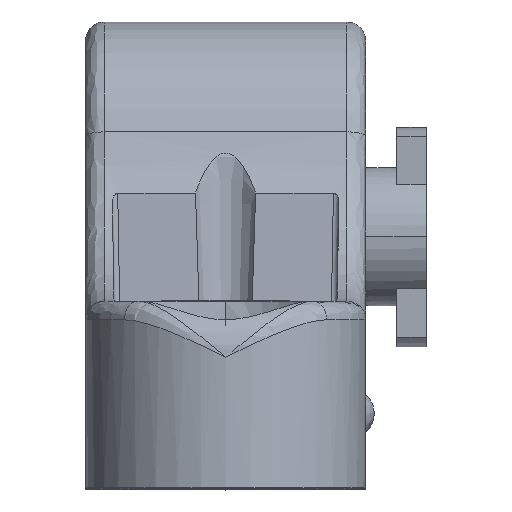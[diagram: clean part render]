
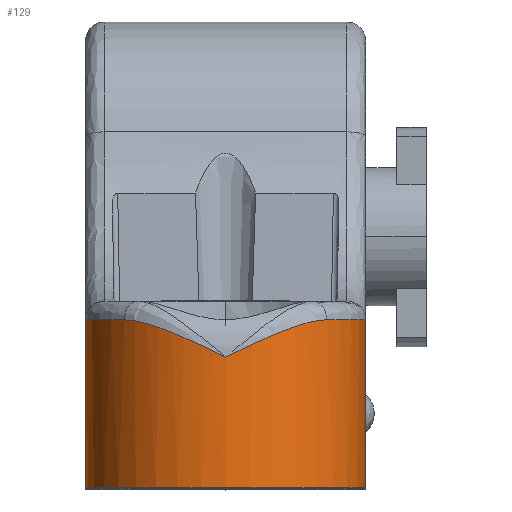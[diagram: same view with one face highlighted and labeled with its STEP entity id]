
A CAD part, top view. The second image highlights one B-rep face of the part: STEP entity #129.
In plain terms, the highlighted cylindrical face has radius 9.525 mm (diameter 19.05 mm), a partial arc.
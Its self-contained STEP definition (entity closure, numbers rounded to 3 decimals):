
#129=ADVANCED_FACE('',(#385),#386,.T.);
#385=FACE_OUTER_BOUND('',#834,.T.);
#386=CYLINDRICAL_SURFACE('',#835,9.525);
#834=EDGE_LOOP('',(#2301,#2302,#2303,#2304,#2305,#2306,#2307));
#835=AXIS2_PLACEMENT_3D('',#2308,#2309,#2310);
#2301=ORIENTED_EDGE('',*,*,#3620,.F.);
#2302=ORIENTED_EDGE('',*,*,#3461,.T.);
#2303=ORIENTED_EDGE('',*,*,#3609,.T.);
#2304=ORIENTED_EDGE('',*,*,#3621,.F.);
#2305=ORIENTED_EDGE('',*,*,#3622,.F.);
#2306=ORIENTED_EDGE('',*,*,#3623,.F.);
#2307=ORIENTED_EDGE('',*,*,#3624,.F.);
#2308=CARTESIAN_POINT('',(0.0,-7.366,33.655));
#2309=DIRECTION('',(0.,1.0,0.0));
#2310=DIRECTION('',(1.0,0.,0.0));
#3461=EDGE_CURVE('',#4066,#4064,#4067,.T.);
#3609=EDGE_CURVE('',#4064,#4318,#4320,.T.);
#3620=EDGE_CURVE('',#4066,#4339,#4340,.T.);
#3621=EDGE_CURVE('',#4341,#4318,#4342,.T.);
#3622=EDGE_CURVE('',#4343,#4341,#4344,.T.);
#3623=EDGE_CURVE('',#4345,#4343,#4346,.T.);
#3624=EDGE_CURVE('',#4339,#4345,#4347,.T.);
#4064=VERTEX_POINT('',#5087);
#4066=VERTEX_POINT('',#5090);
#4067=LINE('',#5091,#5092);
#4318=VERTEX_POINT('',#5704);
#4320=CIRCLE('',#5707,9.525);
#4339=VERTEX_POINT('',#5730);
#4340=CIRCLE('',#5731,9.525);
#4341=VERTEX_POINT('',#5732);
#4342=LINE('',#5733,#5734);
#4343=VERTEX_POINT('',#5735);
#4344=CIRCLE('',#5736,9.525);
#4345=VERTEX_POINT('',#5737);
#4346=(B_SPLINE_CURVE(3,(#5739,#5740,#5741,#5742,#5743,#5744,#5745,#5746,#5747,#5748,#5749,#5750,#5751,#5752,#5753,#5754,#5755,#5756,#5757,#5758,#5759,#5760,#5761,#5762,#5763,#5764,#5765,#5766),.UNSPECIFIED.,.F.,.F.)B_SPLINE_CURVE_WITH_KNOTS((4,2,2,2,2,2,2,2,2,2,2,2,2,4),(0.0,0.125,0.25,0.375,0.406,0.438,0.5,0.625,0.75,0.781,0.813,0.875,0.938,1.0),.UNSPECIFIED.)RATIONAL_B_SPLINE_CURVE((1.0,1.,1.,1.,1.,1.,1.,1.,1.,1.,1.,1.,1.,1.,1.,1.,1.,1.,1.,1.,1.,1.,1.,1.,1.,1.,1.,1.))BOUNDED_CURVE()REPRESENTATION_ITEM('')GEOMETRIC_REPRESENTATION_ITEM()CURVE());
#4347=B_SPLINE_CURVE_WITH_KNOTS('',3,(#5773,#5774,#5775,#5776,#5777,#5778,#5779,#5780,#5781,#5782,#5783,#5784,#5785,#5786,#5787,#5788,#5789,#5790,#5791,#5792,#5793,#5794,#5795,#5796,#5797,#5798,#5799,#5800),.UNSPECIFIED.,.F.,.F.,(4,2,2,2,2,2,2,2,2,2,2,2,2,4),(0.0,0.062,0.125,0.188,0.219,0.25,0.375,0.5,0.563,0.594,0.625,0.75,0.875,1.0),.UNSPECIFIED.);
#5087=CARTESIAN_POINT('',(-9.525,-18.796,33.655));
#5090=CARTESIAN_POINT('',(-9.525,-7.366,33.655));
#5091=CARTESIAN_POINT('',(-9.525,-3.556,33.655));
#5092=VECTOR('',#7303,1000.0);
#5704=CARTESIAN_POINT('',(9.525,-18.796,33.655));
#5707=AXIS2_PLACEMENT_3D('',#7486,#7487,#7488);
#5730=CARTESIAN_POINT('',(-6.873,-7.366,40.249));
#5731=AXIS2_PLACEMENT_3D('',#7511,#7512,#7513);
#5732=CARTESIAN_POINT('',(9.525,-7.366,33.655));
#5733=CARTESIAN_POINT('',(9.525,-13.081,33.655));
#5734=VECTOR('',#7514,1000.0);
#5735=CARTESIAN_POINT('',(6.873,-7.366,40.249));
#5736=AXIS2_PLACEMENT_3D('',#7515,#7516,#7517);
#5737=CARTESIAN_POINT('',(0.,-9.906,43.18));
#5739=CARTESIAN_POINT('',(0.,-9.906,43.18));
#5740=CARTESIAN_POINT('',(0.304,-9.76,43.18));
#5741=CARTESIAN_POINT('',(0.606,-9.614,43.165));
#5742=CARTESIAN_POINT('',(1.209,-9.327,43.108));
#5743=CARTESIAN_POINT('',(1.508,-9.185,43.065));
#5744=CARTESIAN_POINT('',(2.106,-8.907,42.949));
#5745=CARTESIAN_POINT('',(2.404,-8.771,42.877));
#5746=CARTESIAN_POINT('',(2.777,-8.605,42.767));
#5747=CARTESIAN_POINT('',(2.851,-8.572,42.744));
#5748=CARTESIAN_POINT('',(3.,-8.507,42.696));
#5749=CARTESIAN_POINT('',(3.075,-8.474,42.67));
#5750=CARTESIAN_POINT('',(3.298,-8.378,42.592));
#5751=CARTESIAN_POINT('',(3.445,-8.316,42.537));
#5752=CARTESIAN_POINT('',(3.885,-8.134,42.358));
#5753=CARTESIAN_POINT('',(4.174,-8.021,42.223));
#5754=CARTESIAN_POINT('',(4.744,-7.813,41.921));
#5755=CARTESIAN_POINT('',(5.026,-7.718,41.753));
#5756=CARTESIAN_POINT('',(5.374,-7.617,41.52));
#5757=CARTESIAN_POINT('',(5.444,-7.597,41.472));
#5758=CARTESIAN_POINT('',(5.581,-7.56,41.374));
#5759=CARTESIAN_POINT('',(5.65,-7.542,41.324));
#5760=CARTESIAN_POINT('',(5.853,-7.493,41.171));
#5761=CARTESIAN_POINT('',(5.986,-7.465,41.066));
#5762=CARTESIAN_POINT('',(6.248,-7.417,40.847));
#5763=CARTESIAN_POINT('',(6.376,-7.399,40.733));
#5764=CARTESIAN_POINT('',(6.628,-7.373,40.498));
#5765=CARTESIAN_POINT('',(6.752,-7.366,40.376));
#5766=CARTESIAN_POINT('',(6.873,-7.366,40.249));
#5773=CARTESIAN_POINT('',(-6.873,-7.366,40.249));
#5774=CARTESIAN_POINT('',(-6.752,-7.366,40.376));
#5775=CARTESIAN_POINT('',(-6.628,-7.373,40.498));
#5776=CARTESIAN_POINT('',(-6.376,-7.399,40.733));
#5777=CARTESIAN_POINT('',(-6.248,-7.417,40.847));
#5778=CARTESIAN_POINT('',(-5.986,-7.465,41.066));
#5779=CARTESIAN_POINT('',(-5.853,-7.493,41.171));
#5780=CARTESIAN_POINT('',(-5.65,-7.542,41.324));
#5781=CARTESIAN_POINT('',(-5.581,-7.56,41.374));
#5782=CARTESIAN_POINT('',(-5.444,-7.597,41.472));
#5783=CARTESIAN_POINT('',(-5.374,-7.617,41.52));
#5784=CARTESIAN_POINT('',(-5.026,-7.718,41.753));
#5785=CARTESIAN_POINT('',(-4.744,-7.813,41.921));
#5786=CARTESIAN_POINT('',(-4.174,-8.021,42.223));
#5787=CARTESIAN_POINT('',(-3.885,-8.134,42.358));
#5788=CARTESIAN_POINT('',(-3.445,-8.316,42.537));
#5789=CARTESIAN_POINT('',(-3.298,-8.378,42.592));
#5790=CARTESIAN_POINT('',(-3.075,-8.474,42.67));
#5791=CARTESIAN_POINT('',(-3.,-8.507,42.696));
#5792=CARTESIAN_POINT('',(-2.851,-8.572,42.744));
#5793=CARTESIAN_POINT('',(-2.777,-8.605,42.767));
#5794=CARTESIAN_POINT('',(-2.404,-8.771,42.877));
#5795=CARTESIAN_POINT('',(-2.106,-8.907,42.949));
#5796=CARTESIAN_POINT('',(-1.508,-9.185,43.065));
#5797=CARTESIAN_POINT('',(-1.209,-9.327,43.108));
#5798=CARTESIAN_POINT('',(-0.606,-9.614,43.165));
#5799=CARTESIAN_POINT('',(-0.304,-9.76,43.18));
#5800=CARTESIAN_POINT('',(0.,-9.906,43.18));
#7303=DIRECTION('',(-0.0,-1.0,-0.0));
#7486=CARTESIAN_POINT('',(0.,-18.796,33.655));
#7487=DIRECTION('',(-0.0,1.0,0.0));
#7488=DIRECTION('',(1.0,0.0,0.0));
#7511=CARTESIAN_POINT('',(0.0,-7.366,33.655));
#7512=DIRECTION('',(0.0,1.0,0.0));
#7513=DIRECTION('',(0.0,0.0,-1.0));
#7514=DIRECTION('',(0.0,-1.0,0.0));
#7515=CARTESIAN_POINT('',(0.0,-7.366,33.655));
#7516=DIRECTION('',(0.0,1.0,0.0));
#7517=DIRECTION('',(0.,0.0,-1.0));
